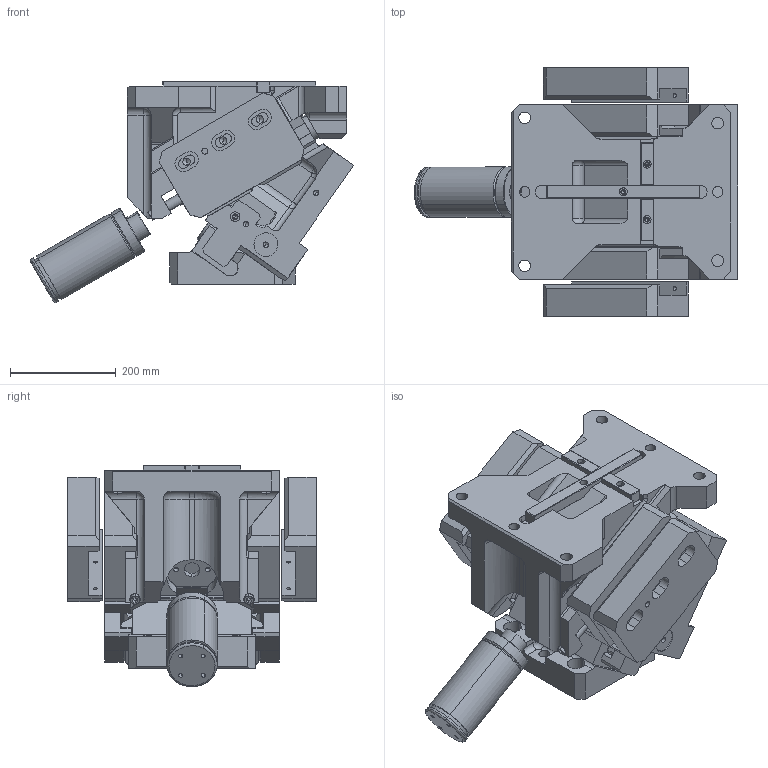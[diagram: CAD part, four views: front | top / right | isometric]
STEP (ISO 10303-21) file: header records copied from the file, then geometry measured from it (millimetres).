
FILE_DESCRIPTION(('CATIA V5 STEP Exchange','CAx-IF Rec.Pracs.--- Model Styling and Organization---1.4--- 2014-01-23'),'2;1');
FILE_NAME('KS_OT_0330_35__IND_10__23512__SCHIEBERADAPTER_PART__2021_03_10__SCHWER.stp','2021-03-10T07:55:19+00:00',('none'),('none'),'CATIA Version 5-6 Release 2018 SP3 HF13','CATIA V5 STEP AP214','none');
FILE_SCHEMA(('AUTOMOTIVE_DESIGN { 1 0 10303 214 1 1 1 1 }'));
Length unit declared in the file: millimetre
Products named in the file (1): KS_OT_0330_35__IND_10__23512__SCHIEBERADAPTER_PART__2021_03_10__SCHWER
Bounding box: 611.42 x 470 x 418.84 mm (x, y, z)
Volume: 33453400.7 mm3; surface area: 2125431 mm2
Topology: 7 solids, 13 shells, 1454 faces, 3780 edges, 2367 vertices
Faces by surface type: plane 650, cylinder 602, cone 112, torus 60, sphere 14, bspline 12, extrusion 4
Entity records: 43879 total; most frequent: CARTESIAN_POINT 11489, ORIENTED_EDGE 7310, DIRECTION 5233, EDGE_CURVE 3655, VERTEX_POINT 2363, AXIS2_PLACEMENT_3D 2191, VECTOR 2025, LINE 2021
